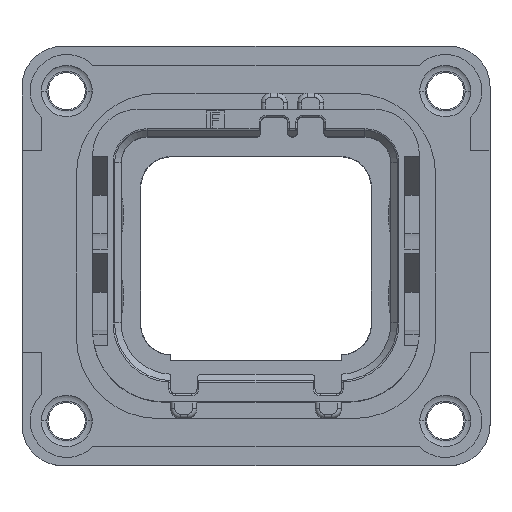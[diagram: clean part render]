
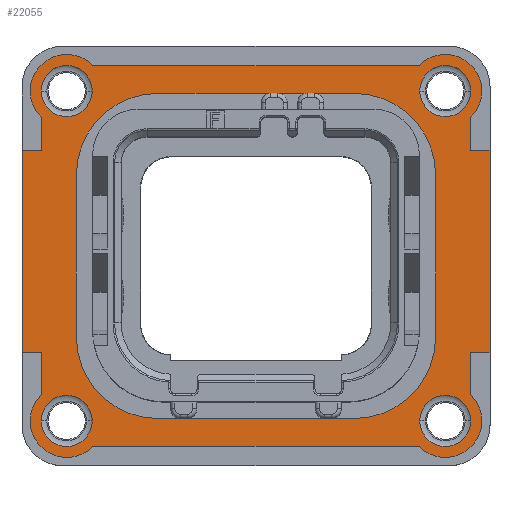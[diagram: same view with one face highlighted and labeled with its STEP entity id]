
A CAD part, top view. The second image highlights one B-rep face of the part: STEP entity #22055.
In plain terms, the highlighted planar face has unit normal (0, 0, 1).
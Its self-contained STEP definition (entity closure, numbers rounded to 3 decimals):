
#535=DIRECTION('',(0.,-1.,0.));
#536=VECTOR('',#535,12.45);
#537=CARTESIAN_POINT('',(-14.4,6.5,1.5));
#538=LINE('',#537,#536);
#593=CARTESIAN_POINT('',(-11.65,10.15,1.5));
#594=DIRECTION('',(0.,0.,1.));
#595=DIRECTION('',(0.716,0.698,0.));
#596=AXIS2_PLACEMENT_3D('',#593,#594,#595);
#603=DIRECTION('',(0.,1.,0.));
#604=VECTOR('',#603,2.588);
#605=CARTESIAN_POINT('',(13.22,-8.538,1.5));
#606=LINE('',#605,#604);
#607=DIRECTION('',(1.,0.,0.));
#608=VECTOR('',#607,20.077);
#609=CARTESIAN_POINT('',(-10.038,-11.72,1.5));
#610=LINE('',#609,#608);
#611=DIRECTION('',(0.,-1.,0.));
#612=VECTOR('',#611,2.588);
#613=CARTESIAN_POINT('',(-13.22,-5.95,1.5));
#614=LINE('',#613,#612);
#615=DIRECTION('',(1.,0.,0.));
#616=VECTOR('',#615,1.18);
#617=CARTESIAN_POINT('',(-14.4,-5.95,1.5));
#618=LINE('',#617,#616);
#619=DIRECTION('',(-1.,0.,0.));
#620=VECTOR('',#619,1.18);
#621=CARTESIAN_POINT('',(-13.22,6.5,1.5));
#622=LINE('',#621,#620);
#623=DIRECTION('',(0.,-1.,0.));
#624=VECTOR('',#623,2.038);
#625=CARTESIAN_POINT('',(-13.22,8.538,1.5));
#626=LINE('',#625,#624);
#627=DIRECTION('',(-1.,0.,0.));
#628=VECTOR('',#627,20.077);
#629=CARTESIAN_POINT('',(10.038,11.72,1.5));
#630=LINE('',#629,#628);
#631=DIRECTION('',(0.,1.,0.));
#632=VECTOR('',#631,2.038);
#633=CARTESIAN_POINT('',(13.22,6.5,1.5));
#634=LINE('',#633,#632);
#635=DIRECTION('',(-1.,0.,0.));
#636=VECTOR('',#635,1.18);
#637=CARTESIAN_POINT('',(14.4,6.5,1.5));
#638=LINE('',#637,#636);
#639=DIRECTION('',(1.,0.,0.));
#640=VECTOR('',#639,1.18);
#641=CARTESIAN_POINT('',(13.22,-5.95,1.5));
#642=LINE('',#641,#640);
#643=CARTESIAN_POINT('',(11.65,-10.15,1.5));
#644=DIRECTION('',(0.,0.,1.));
#645=DIRECTION('',(-1.,0.,0.));
#646=AXIS2_PLACEMENT_3D('',#643,#644,#645);
#648=CARTESIAN_POINT('',(-11.65,-10.15,1.5));
#649=DIRECTION('',(0.,0.,1.));
#650=DIRECTION('',(-1.,0.,0.));
#651=AXIS2_PLACEMENT_3D('',#648,#649,#650);
#653=CARTESIAN_POINT('',(-11.65,10.15,1.5));
#654=DIRECTION('',(0.,0.,1.));
#655=DIRECTION('',(1.,0.,0.));
#656=AXIS2_PLACEMENT_3D('',#653,#654,#655);
#658=CARTESIAN_POINT('',(11.65,10.15,1.5));
#659=DIRECTION('',(0.,0.,1.));
#660=DIRECTION('',(1.,0.,0.));
#661=AXIS2_PLACEMENT_3D('',#658,#659,#660);
#663=CARTESIAN_POINT('',(6.05,5.,1.5));
#664=DIRECTION('',(0.,0.,-1.));
#665=DIRECTION('',(0.,1.,0.));
#666=AXIS2_PLACEMENT_3D('',#663,#664,#665);
#668=DIRECTION('',(1.,0.,0.));
#669=VECTOR('',#668,12.1);
#670=CARTESIAN_POINT('',(-6.05,10.,1.5));
#671=LINE('',#670,#669);
#672=CARTESIAN_POINT('',(-6.05,5.,1.5));
#673=DIRECTION('',(0.,0.,-1.));
#674=DIRECTION('',(-1.,0.,0.));
#675=AXIS2_PLACEMENT_3D('',#672,#673,#674);
#677=DIRECTION('',(0.,1.,0.));
#678=VECTOR('',#677,10.);
#679=CARTESIAN_POINT('',(-11.05,-5.,1.5));
#680=LINE('',#679,#678);
#681=CARTESIAN_POINT('',(-6.05,-5.,1.5));
#682=DIRECTION('',(0.,0.,-1.));
#683=DIRECTION('',(0.,-1.,0.));
#684=AXIS2_PLACEMENT_3D('',#681,#682,#683);
#686=DIRECTION('',(-1.,0.,0.));
#687=VECTOR('',#686,12.1);
#688=CARTESIAN_POINT('',(6.05,-10.,1.5));
#689=LINE('',#688,#687);
#690=CARTESIAN_POINT('',(6.05,-5.,1.5));
#691=DIRECTION('',(0.,0.,-1.));
#692=DIRECTION('',(1.,0.,0.));
#693=AXIS2_PLACEMENT_3D('',#690,#691,#692);
#695=DIRECTION('',(0.,-1.,0.));
#696=VECTOR('',#695,10.);
#697=CARTESIAN_POINT('',(11.05,5.,1.5));
#698=LINE('',#697,#696);
#708=CARTESIAN_POINT('',(11.65,-10.15,1.5));
#709=DIRECTION('',(0.,0.,1.));
#710=DIRECTION('',(-0.716,-0.698,0.));
#711=AXIS2_PLACEMENT_3D('',#708,#709,#710);
#763=DIRECTION('',(0.,1.,0.));
#764=VECTOR('',#763,12.45);
#765=CARTESIAN_POINT('',(14.4,-5.95,1.5));
#766=LINE('',#765,#764);
#792=CARTESIAN_POINT('',(11.65,10.15,1.5));
#793=DIRECTION('',(0.,0.,1.));
#794=DIRECTION('',(0.698,-0.716,0.));
#795=AXIS2_PLACEMENT_3D('',#792,#793,#794);
#821=CARTESIAN_POINT('',(-11.65,-10.15,1.5));
#822=DIRECTION('',(0.,0.,1.));
#823=DIRECTION('',(-0.698,0.716,0.));
#824=AXIS2_PLACEMENT_3D('',#821,#822,#823);
#855=CARTESIAN_POINT('',(11.65,-10.15,1.5));
#856=DIRECTION('',(0.,0.,1.));
#857=DIRECTION('',(1.,0.,0.));
#858=AXIS2_PLACEMENT_3D('',#855,#856,#857);
#860=CARTESIAN_POINT('',(-11.65,-10.15,1.5));
#861=DIRECTION('',(0.,0.,1.));
#862=DIRECTION('',(1.,0.,0.));
#863=AXIS2_PLACEMENT_3D('',#860,#861,#862);
#881=CARTESIAN_POINT('',(-11.65,10.15,1.5));
#882=DIRECTION('',(0.,0.,1.));
#883=DIRECTION('',(-1.,0.,0.));
#884=AXIS2_PLACEMENT_3D('',#881,#882,#883);
#886=CARTESIAN_POINT('',(11.65,10.15,1.5));
#887=DIRECTION('',(0.,0.,1.));
#888=DIRECTION('',(-1.,0.,0.));
#889=AXIS2_PLACEMENT_3D('',#886,#887,#888);
#18843=CARTESIAN_POINT('',(-6.05,10.,1.5));
#18844=CARTESIAN_POINT('',(6.05,10.,1.5));
#18845=VERTEX_POINT('',#18843);
#18846=VERTEX_POINT('',#18844);
#18847=CARTESIAN_POINT('',(11.05,-5.,1.5));
#18848=CARTESIAN_POINT('',(6.05,-10.,1.5));
#18849=VERTEX_POINT('',#18847);
#18850=VERTEX_POINT('',#18848);
#18851=CARTESIAN_POINT('',(11.05,5.,1.5));
#18852=VERTEX_POINT('',#18851);
#18853=CARTESIAN_POINT('',(-11.05,5.,1.5));
#18854=VERTEX_POINT('',#18853);
#18855=CARTESIAN_POINT('',(-11.05,-5.,1.5));
#18856=VERTEX_POINT('',#18855);
#18857=CARTESIAN_POINT('',(-6.05,-10.,1.5));
#18858=VERTEX_POINT('',#18857);
#18887=CARTESIAN_POINT('',(14.4,-5.95,1.5));
#18888=CARTESIAN_POINT('',(14.4,6.5,1.5));
#18889=VERTEX_POINT('',#18887);
#18890=VERTEX_POINT('',#18888);
#18891=CARTESIAN_POINT('',(-14.4,6.5,1.5));
#18892=CARTESIAN_POINT('',(-14.4,-5.95,1.5));
#18893=VERTEX_POINT('',#18891);
#18894=VERTEX_POINT('',#18892);
#18897=CARTESIAN_POINT('',(10.08,10.15,1.5));
#18898=VERTEX_POINT('',#18897);
#18899=CARTESIAN_POINT('',(-10.08,10.15,1.5));
#18900=VERTEX_POINT('',#18899);
#18901=CARTESIAN_POINT('',(-10.08,-10.15,1.5));
#18902=VERTEX_POINT('',#18901);
#18903=CARTESIAN_POINT('',(10.08,-10.15,1.5));
#18904=VERTEX_POINT('',#18903);
#18905=CARTESIAN_POINT('',(-13.22,6.5,1.5));
#18906=VERTEX_POINT('',#18905);
#18907=CARTESIAN_POINT('',(13.22,6.5,1.5));
#18908=VERTEX_POINT('',#18907);
#18909=CARTESIAN_POINT('',(13.22,-5.95,1.5));
#18910=VERTEX_POINT('',#18909);
#20473=CARTESIAN_POINT('',(-13.22,-5.95,1.5));
#20474=VERTEX_POINT('',#20473);
#20569=CARTESIAN_POINT('',(13.22,8.538,1.5));
#20571=VERTEX_POINT('',#20569);
#20573=CARTESIAN_POINT('',(10.038,-11.72,1.5));
#20575=VERTEX_POINT('',#20573);
#20577=CARTESIAN_POINT('',(-10.038,-11.72,1.5));
#20579=VERTEX_POINT('',#20577);
#20581=CARTESIAN_POINT('',(-13.22,-8.538,1.5));
#20583=VERTEX_POINT('',#20581);
#20585=CARTESIAN_POINT('',(-10.038,11.72,1.5));
#20587=VERTEX_POINT('',#20585);
#20589=CARTESIAN_POINT('',(10.038,11.72,1.5));
#20591=VERTEX_POINT('',#20589);
#20593=CARTESIAN_POINT('',(-13.22,8.538,1.5));
#20595=VERTEX_POINT('',#20593);
#20597=CARTESIAN_POINT('',(13.22,-8.538,1.5));
#20599=VERTEX_POINT('',#20597);
#20601=CARTESIAN_POINT('',(13.22,10.15,1.5));
#20602=VERTEX_POINT('',#20601);
#20603=CARTESIAN_POINT('',(-13.22,10.15,1.5));
#20604=VERTEX_POINT('',#20603);
#20605=CARTESIAN_POINT('',(-13.22,-10.15,1.5));
#20606=VERTEX_POINT('',#20605);
#20607=CARTESIAN_POINT('',(13.22,-10.15,1.5));
#20608=VERTEX_POINT('',#20607);
#21976=CARTESIAN_POINT('',(0.,0.,1.5));
#21977=DIRECTION('',(0.,0.,1.));
#21978=DIRECTION('',(1.,0.,0.));
#21979=AXIS2_PLACEMENT_3D('',#21976,#21977,#21978);
#21980=PLANE('',#21979);
#21982=ORIENTED_EDGE('',*,*,#21981,.F.);
#21984=ORIENTED_EDGE('',*,*,#21983,.F.);
#21986=ORIENTED_EDGE('',*,*,#21985,.F.);
#21988=ORIENTED_EDGE('',*,*,#21987,.F.);
#21990=ORIENTED_EDGE('',*,*,#21989,.F.);
#21992=ORIENTED_EDGE('',*,*,#21991,.F.);
#21993=ORIENTED_EDGE('',*,*,#21917,.F.);
#21995=ORIENTED_EDGE('',*,*,#21994,.F.);
#21997=ORIENTED_EDGE('',*,*,#21996,.F.);
#21998=ORIENTED_EDGE('',*,*,#21966,.F.);
#22000=ORIENTED_EDGE('',*,*,#21999,.F.);
#22002=ORIENTED_EDGE('',*,*,#22001,.F.);
#22004=ORIENTED_EDGE('',*,*,#22003,.F.);
#22006=ORIENTED_EDGE('',*,*,#22005,.F.);
#22008=ORIENTED_EDGE('',*,*,#22007,.F.);
#22010=ORIENTED_EDGE('',*,*,#22009,.F.);
#22011=EDGE_LOOP('',(#21982,#21984,#21986,#21988,#21990,#21992,#21993,#21995,
#21997,#21998,#22000,#22002,#22004,#22006,#22008,#22010));
#22012=FACE_OUTER_BOUND('',#22011,.F.);
#22014=ORIENTED_EDGE('',*,*,#22013,.T.);
#22016=ORIENTED_EDGE('',*,*,#22015,.T.);
#22017=EDGE_LOOP('',(#22014,#22016));
#22018=FACE_BOUND('',#22017,.F.);
#22020=ORIENTED_EDGE('',*,*,#22019,.T.);
#22022=ORIENTED_EDGE('',*,*,#22021,.T.);
#22023=EDGE_LOOP('',(#22020,#22022));
#22024=FACE_BOUND('',#22023,.F.);
#22026=ORIENTED_EDGE('',*,*,#22025,.T.);
#22028=ORIENTED_EDGE('',*,*,#22027,.T.);
#22029=EDGE_LOOP('',(#22026,#22028));
#22030=FACE_BOUND('',#22029,.F.);
#22032=ORIENTED_EDGE('',*,*,#22031,.T.);
#22034=ORIENTED_EDGE('',*,*,#22033,.T.);
#22035=EDGE_LOOP('',(#22032,#22034));
#22036=FACE_BOUND('',#22035,.F.);
#22038=ORIENTED_EDGE('',*,*,#22037,.F.);
#22040=ORIENTED_EDGE('',*,*,#22039,.F.);
#22042=ORIENTED_EDGE('',*,*,#22041,.F.);
#22044=ORIENTED_EDGE('',*,*,#22043,.F.);
#22046=ORIENTED_EDGE('',*,*,#22045,.F.);
#22048=ORIENTED_EDGE('',*,*,#22047,.F.);
#22050=ORIENTED_EDGE('',*,*,#22049,.F.);
#22052=ORIENTED_EDGE('',*,*,#22051,.F.);
#22053=EDGE_LOOP('',(#22038,#22040,#22042,#22044,#22046,#22048,#22050,#22052));
#22054=FACE_BOUND('',#22053,.F.);
#22055=ADVANCED_FACE('',(#22012,#22018,#22024,#22030,#22036,#22054),#21980,.T.);
#597=CIRCLE('',#596,2.25);
#647=CIRCLE('',#646,1.57);
#652=CIRCLE('',#651,1.57);
#657=CIRCLE('',#656,1.57);
#662=CIRCLE('',#661,1.57);
#667=CIRCLE('',#666,5.);
#676=CIRCLE('',#675,5.);
#685=CIRCLE('',#684,5.);
#694=CIRCLE('',#693,5.);
#712=CIRCLE('',#711,2.25);
#796=CIRCLE('',#795,2.25);
#825=CIRCLE('',#824,2.25);
#859=CIRCLE('',#858,1.57);
#864=CIRCLE('',#863,1.57);
#885=CIRCLE('',#884,1.57);
#890=CIRCLE('',#889,1.57);
#21917=EDGE_CURVE('',#18893,#18894,#538,.T.);
#21966=EDGE_CURVE('',#20587,#20595,#597,.T.);
#21981=EDGE_CURVE('',#20599,#18910,#606,.T.);
#21983=EDGE_CURVE('',#20575,#20599,#712,.T.);
#21985=EDGE_CURVE('',#20579,#20575,#610,.T.);
#21987=EDGE_CURVE('',#20583,#20579,#825,.T.);
#21989=EDGE_CURVE('',#20474,#20583,#614,.T.);
#21991=EDGE_CURVE('',#18894,#20474,#618,.T.);
#21994=EDGE_CURVE('',#18906,#18893,#622,.T.);
#21996=EDGE_CURVE('',#20595,#18906,#626,.T.);
#21999=EDGE_CURVE('',#20591,#20587,#630,.T.);
#22001=EDGE_CURVE('',#20571,#20591,#796,.T.);
#22003=EDGE_CURVE('',#18908,#20571,#634,.T.);
#22005=EDGE_CURVE('',#18890,#18908,#638,.T.);
#22007=EDGE_CURVE('',#18889,#18890,#766,.T.);
#22009=EDGE_CURVE('',#18910,#18889,#642,.T.);
#22013=EDGE_CURVE('',#18904,#20608,#647,.T.);
#22015=EDGE_CURVE('',#20608,#18904,#859,.T.);
#22019=EDGE_CURVE('',#18902,#20606,#864,.T.);
#22021=EDGE_CURVE('',#20606,#18902,#652,.T.);
#22025=EDGE_CURVE('',#18900,#20604,#657,.T.);
#22027=EDGE_CURVE('',#20604,#18900,#885,.T.);
#22031=EDGE_CURVE('',#18898,#20602,#890,.T.);
#22033=EDGE_CURVE('',#20602,#18898,#662,.T.);
#22037=EDGE_CURVE('',#18846,#18852,#667,.T.);
#22039=EDGE_CURVE('',#18845,#18846,#671,.T.);
#22041=EDGE_CURVE('',#18854,#18845,#676,.T.);
#22043=EDGE_CURVE('',#18856,#18854,#680,.T.);
#22045=EDGE_CURVE('',#18858,#18856,#685,.T.);
#22047=EDGE_CURVE('',#18850,#18858,#689,.T.);
#22049=EDGE_CURVE('',#18849,#18850,#694,.T.);
#22051=EDGE_CURVE('',#18852,#18849,#698,.T.);
